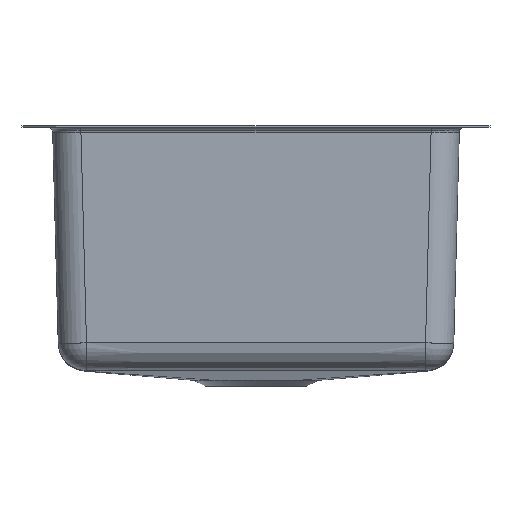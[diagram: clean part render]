
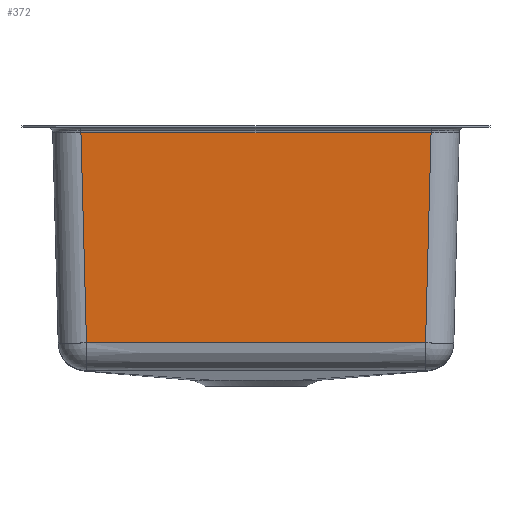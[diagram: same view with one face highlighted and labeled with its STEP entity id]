
A CAD part, front view. The second image highlights one B-rep face of the part: STEP entity #372.
In plain terms, the highlighted planar face has unit normal (0, -1, -0.026).
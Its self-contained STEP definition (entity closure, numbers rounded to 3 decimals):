
#236=LINE('',#4003,#292);
#237=LINE('',#4005,#293);
#242=LINE('',#4019,#298);
#292=VECTOR('',#1886,1.);
#293=VECTOR('',#1889,1.);
#298=VECTOR('',#1904,1.);
#372=ADVANCED_FACE('',(#581),#408,.F.);
#408=PLANE('',#1618);
#509=B_SPLINE_CURVE_WITH_KNOTS('',3,(#3907,#3908,#3909,#3910,#3911,#3912,
#3913,#3914,#3915,#3916,#3917,#3918,#3919),.UNSPECIFIED.,.F.,.F.,(4,3,3,
3,4),(0.,0.106,0.526,0.946,1.),.UNSPECIFIED.);
#581=FACE_OUTER_BOUND('',#679,.T.);
#679=EDGE_LOOP('',(#1031,#1032,#1033,#1034));
#1031=ORIENTED_EDGE('',*,*,#1489,.T.);
#1032=ORIENTED_EDGE('',*,*,#1497,.T.);
#1033=ORIENTED_EDGE('',*,*,#1490,.T.);
#1034=ORIENTED_EDGE('',*,*,#1474,.T.);
#1279=VERTEX_POINT('',#3906);
#1280=VERTEX_POINT('',#3920);
#1286=VERTEX_POINT('',#4002);
#1287=VERTEX_POINT('',#4006);
#1474=EDGE_CURVE('',#1280,#1279,#509,.T.);
#1489=EDGE_CURVE('',#1279,#1286,#236,.T.);
#1490=EDGE_CURVE('',#1287,#1280,#237,.T.);
#1497=EDGE_CURVE('',#1286,#1287,#242,.T.);
#1618=AXIS2_PLACEMENT_3D('',#4020,#1905,#1906);
#1886=DIRECTION('',(0.026,-0.026,0.999));
#1889=DIRECTION('',(0.026,0.026,-0.999));
#1904=DIRECTION('',(-1.,0.,0.));
#1905=DIRECTION('',(0.,1.,0.026));
#1906=DIRECTION('',(0.,-0.026,1.));
#3906=CARTESIAN_POINT('',(149.985,-194.976,-191.85));
#3907=CARTESIAN_POINT('',(-149.985,-194.976,-191.85));
#3908=CARTESIAN_POINT('',(-139.369,-194.976,-191.858));
#3909=CARTESIAN_POINT('',(-128.754,-194.976,-191.865));
#3910=CARTESIAN_POINT('',(-118.139,-194.976,-191.871));
#3911=CARTESIAN_POINT('',(-76.151,-194.975,-191.896));
#3912=CARTESIAN_POINT('',(-34.164,-194.975,-191.909));
#3913=CARTESIAN_POINT('',(7.824,-194.975,-191.907));
#3914=CARTESIAN_POINT('',(49.811,-194.975,-191.905));
#3915=CARTESIAN_POINT('',(91.799,-194.975,-191.888));
#3916=CARTESIAN_POINT('',(133.786,-194.976,-191.861));
#3917=CARTESIAN_POINT('',(139.186,-194.976,-191.858));
#3918=CARTESIAN_POINT('',(144.585,-194.976,-191.854));
#3919=CARTESIAN_POINT('',(149.985,-194.976,-191.85));
#3920=CARTESIAN_POINT('',(-149.985,-194.976,-191.85));
#4002=CARTESIAN_POINT('',(154.855,-199.846,-5.869));
#4003=CARTESIAN_POINT('',(154.902,-199.894,-4.053));
#4005=CARTESIAN_POINT('',(-154.902,-199.894,-4.053));
#4006=CARTESIAN_POINT('',(-154.855,-199.846,-5.869));
#4019=CARTESIAN_POINT('',(0.,-199.846,-5.869));
#4020=CARTESIAN_POINT('',(0.,-200.,0.));
